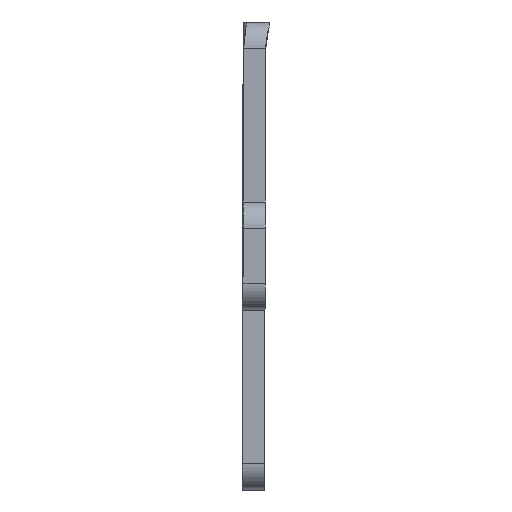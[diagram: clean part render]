
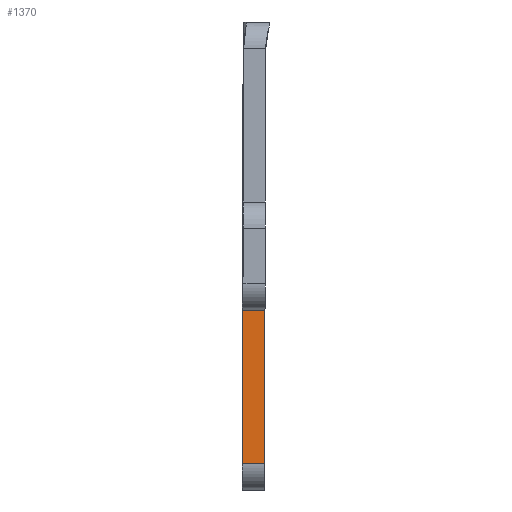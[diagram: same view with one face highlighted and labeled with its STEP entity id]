
A CAD part, front view. The second image highlights one B-rep face of the part: STEP entity #1370.
In plain terms, the highlighted planar face has unit normal (0, -1, 0).
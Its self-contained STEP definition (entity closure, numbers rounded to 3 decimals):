
#7 = DIRECTION ( 'NONE',  ( 0., 0., -1. ) ) ;
#14 = B_SPLINE_CURVE_WITH_KNOTS ( 'NONE', 3,
 ( #1593, #256, #642, #1473 ),
 .UNSPECIFIED., .F., .F.,
 ( 4, 4 ),
 ( 0., 0.011 ),
 .UNSPECIFIED. ) ;
#48 = CARTESIAN_POINT ( 'NONE',  ( -94.007, -42.6, 120.963 ) ) ;
#62 = VECTOR ( 'NONE', #1002, 1000. ) ;
#117 = CARTESIAN_POINT ( 'NONE',  ( -92.366, -42.6, 132.063 ) ) ;
#179 = CARTESIAN_POINT ( 'NONE',  ( -92.407, -42.6, 120.963 ) ) ;
#240 = CARTESIAN_POINT ( 'NONE',  ( -93.966, -42.6, 132.063 ) ) ;
#256 = CARTESIAN_POINT ( 'NONE',  ( -93.993, -42.6, 124.663 ) ) ;
#310 = CARTESIAN_POINT ( 'NONE',  ( -92., -42.6, 120.963 ) ) ;
#374 = ORIENTED_EDGE ( 'NONE', *, *, #1299, .T. ) ;
#426 = CARTESIAN_POINT ( 'NONE',  ( -92.366, -42.6, 132.063 ) ) ;
#476 = VERTEX_POINT ( 'NONE', #117 ) ;
#485 = LINE ( 'NONE', #1112, #62 ) ;
#642 = CARTESIAN_POINT ( 'NONE',  ( -93.979, -42.6, 128.363 ) ) ;
#644 = LINE ( 'NONE', #310, #1264 ) ;
#700 = FACE_OUTER_BOUND ( 'NONE', #728, .T. ) ;
#728 = EDGE_LOOP ( 'NONE', ( #1230, #897, #374, #807 ) ) ;
#785 = EDGE_CURVE ( 'NONE', #1540, #1074, #644, .T. ) ;
#807 = ORIENTED_EDGE ( 'NONE', *, *, #1309, .F. ) ;
#897 = ORIENTED_EDGE ( 'NONE', *, *, #1022, .T. ) ;
#899 = B_SPLINE_CURVE_WITH_KNOTS ( 'NONE', 3,
 ( #1031, #1491, #1135, #426 ),
 .UNSPECIFIED., .F., .F.,
 ( 4, 4 ),
 ( 0., 0.011 ),
 .UNSPECIFIED. ) ;
#1002 = DIRECTION ( 'NONE',  ( -1., 0., 0. ) ) ;
#1022 = EDGE_CURVE ( 'NONE', #1540, #476, #899, .T. ) ;
#1031 = CARTESIAN_POINT ( 'NONE',  ( -92.407, -42.6, 120.963 ) ) ;
#1051 = DIRECTION ( 'NONE',  ( -1., 0., 0. ) ) ;
#1074 = VERTEX_POINT ( 'NONE', #48 ) ;
#1112 = CARTESIAN_POINT ( 'NONE',  ( -92., -42.6, 132.063 ) ) ;
#1116 = DIRECTION ( 'NONE',  ( 0., -1., 0. ) ) ;
#1135 = CARTESIAN_POINT ( 'NONE',  ( -92.379, -42.6, 128.363 ) ) ;
#1230 = ORIENTED_EDGE ( 'NONE', *, *, #785, .F. ) ;
#1231 = VERTEX_POINT ( 'NONE', #240 ) ;
#1264 = VECTOR ( 'NONE', #1051, 1000. ) ;
#1299 = EDGE_CURVE ( 'NONE', #476, #1231, #485, .T. ) ;
#1309 = EDGE_CURVE ( 'NONE', #1074, #1231, #14, .T. ) ;
#1352 = CARTESIAN_POINT ( 'NONE',  ( -92., -42.6, 120.963 ) ) ;
#1370 = ADVANCED_FACE ( 'NONE', ( #700 ), #1477, .T. ) ;
#1432 = AXIS2_PLACEMENT_3D ( 'NONE', #1352, #1116, #7 ) ;
#1473 = CARTESIAN_POINT ( 'NONE',  ( -93.966, -42.6, 132.063 ) ) ;
#1477 = PLANE ( 'NONE',  #1432 ) ;
#1491 = CARTESIAN_POINT ( 'NONE',  ( -92.393, -42.6, 124.663 ) ) ;
#1540 = VERTEX_POINT ( 'NONE', #179 ) ;
#1593 = CARTESIAN_POINT ( 'NONE',  ( -94.007, -42.6, 120.963 ) ) ;
